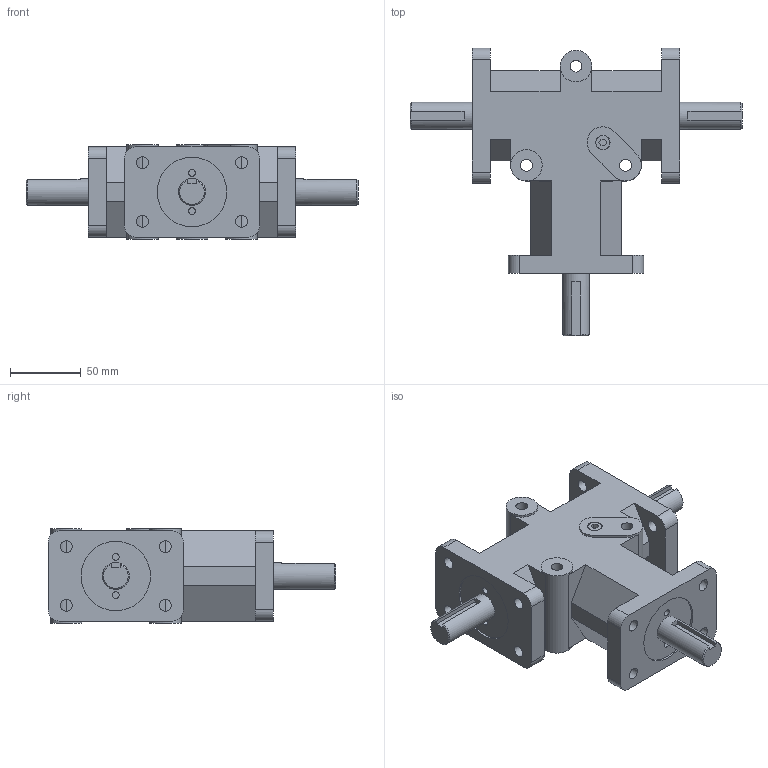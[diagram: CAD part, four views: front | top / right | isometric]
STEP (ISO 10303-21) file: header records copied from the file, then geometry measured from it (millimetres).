
FILE_DESCRIPTION(/* description */ ('!AP-203 File Generated from CADKEY 99!'),/* implementation_level */ '2;1');
FILE_NAME(/* name */ 'T121-M',/* time_stamp */ '2002-01-14T21:04:55-05:00',/* author */ ('CADKEY'),/* organization */ ('CADKEY Corporation'),/* preprocessor_version */ 'ST-DEVELOPER v8',/* originating_system */ 'step.cde',/* authorisation */ 'CK');
FILE_SCHEMA (('CONFIG_CONTROL_DESIGN'));
Length unit declared in the file: millimetre
Products named in the file (1): 1999-0203
Bounding box: 234.05 x 202.75 x 66.67 mm (x, y, z)
Volume: 949271.3 mm3; surface area: 98624.3 mm2
Topology: 1 solids, 1 shells, 130 faces, 344 edges, 230 vertices
Faces by surface type: plane 81, cylinder 45, cone 4
Full cylindrical faces by diameter (mm): 4.763 x6, 8.319 x15, 10.16 x1, 19 x3, 22.225 x3, 48.92 x3
Entity records: 3782 total; most frequent: CARTESIAN_POINT 652, ORIENTED_EDGE 592, DIRECTION 566, EDGE_CURVE 296, AXIS2_PLACEMENT_3D 229, VERTEX_POINT 217, EDGE_LOOP 207, FACE_BOUND 207
